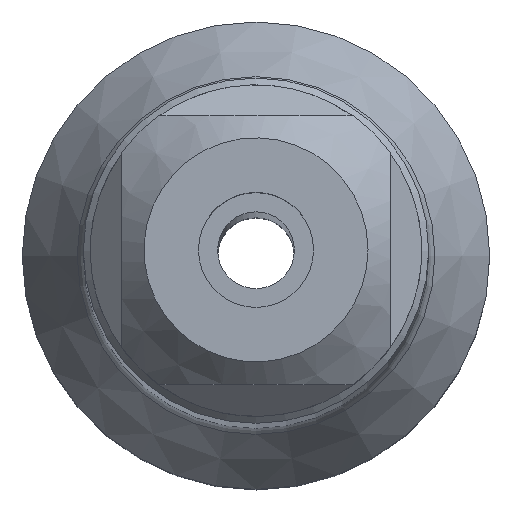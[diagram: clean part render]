
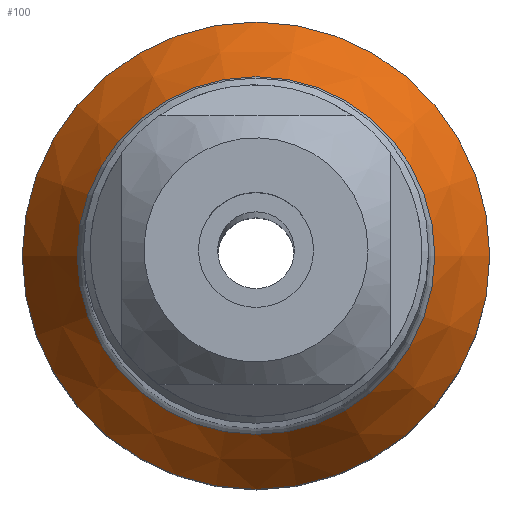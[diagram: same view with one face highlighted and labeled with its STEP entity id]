
A CAD part, top view. The second image highlights one B-rep face of the part: STEP entity #100.
In plain terms, the highlighted conical face has half-angle 30 degrees and reference radius 4.5 mm.
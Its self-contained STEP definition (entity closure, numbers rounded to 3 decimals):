
#92=CONICAL_SURFACE('',#443,4.5,30.);
#100=ADVANCED_FACE('',(#134,#135),#92,.T.);
#134=FACE_BOUND('',#170,.T.);
#135=FACE_BOUND('',#171,.T.);
#170=EDGE_LOOP('',(#214));
#171=EDGE_LOOP('',(#215));
#214=ORIENTED_EDGE('',*,*,#329,.T.);
#215=ORIENTED_EDGE('',*,*,#330,.F.);
#296=VERTEX_POINT('',#648);
#297=VERTEX_POINT('',#650);
#329=EDGE_CURVE('',#296,#296,#370,.T.);
#330=EDGE_CURVE('',#297,#297,#371,.T.);
#370=CIRCLE('',#441,4.661);
#371=CIRCLE('',#442,6.092);
#441=AXIS2_PLACEMENT_3D('',#647,#506,#507);
#442=AXIS2_PLACEMENT_3D('',#649,#508,#509);
#443=AXIS2_PLACEMENT_3D('',#651,#510,#511);
#506=DIRECTION('',(0.,0.,-1.));
#507=DIRECTION('',(-1.,0.,0.));
#508=DIRECTION('',(0.,0.,-1.));
#509=DIRECTION('',(-1.,0.,0.));
#510=DIRECTION('',(0.,0.,-1.));
#511=DIRECTION('',(-1.,0.,0.));
#647=CARTESIAN_POINT('',(0.,0.,-84.522));
#648=CARTESIAN_POINT('',(-4.661,0.,-84.522));
#649=CARTESIAN_POINT('',(0.,0.,-87.));
#650=CARTESIAN_POINT('',(-6.092,0.,-87.));
#651=CARTESIAN_POINT('',(0.,0.,-84.243));
